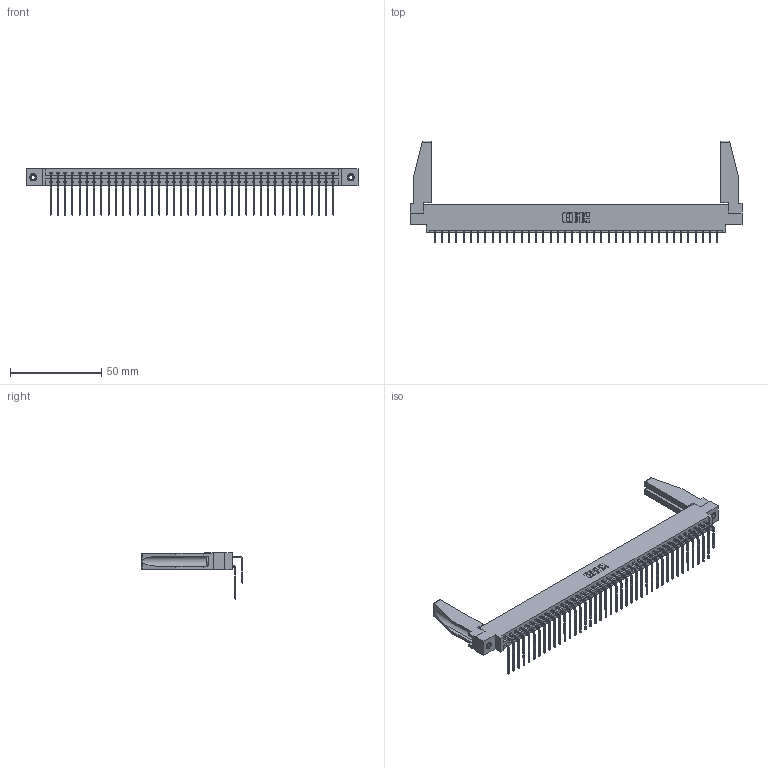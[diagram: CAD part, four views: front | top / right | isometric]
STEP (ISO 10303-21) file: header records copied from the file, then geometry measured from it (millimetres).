
FILE_DESCRIPTION (( 'STEP AP203' ), '1' );
FILE_NAME ('387-080-559-878.STEP', '2019-10-22T22:57:24', ( '' ), ( '' ), 'SwSTEP 2.0', 'SolidWorks 2016', '' );
FILE_SCHEMA (( 'CONFIG_CONTROL_DESIGN' ));
Length unit declared in the file: inch
Products named in the file (6): 345-292-001_559 Tail - 2; 345-250-001_345-250-001-102; 345-292-001_558 559 Tail - 1; 307-220-078; 337 Part_0.170 Offset - 0.156 Dia-TI; 387-080-559-878
Assembly tree (85 placements, depth 2):
  387-080-559-878
    337 Part_0.170 Offset - 0.156 Dia-TI
    345-292-001_558 559 Tail - 1  x40
    345-292-001_559 Tail - 2  x40
    345-250-001_345-250-001-102  x2
    307-220-078  x2
Bounding box: 181.51 x 55.69 x 25.53 mm (x, y, z)
Volume: 23439.5 mm3; surface area: 28220.1 mm2
Topology: 85 solids, 85 shells, 4728 faces, 14013 edges, 9226 vertices
Faces by surface type: plane 3358, cylinder 1354, cone 12, torus 4
Entity records: 35628 total; most frequent: CARTESIAN_POINT 6051, ORIENTED_EDGE 5892, DIRECTION 5138, EDGE_CURVE 2946, LINE 2740, VECTOR 2740, VERTEX_POINT 1956, AXIS2_PLACEMENT_3D 1199
